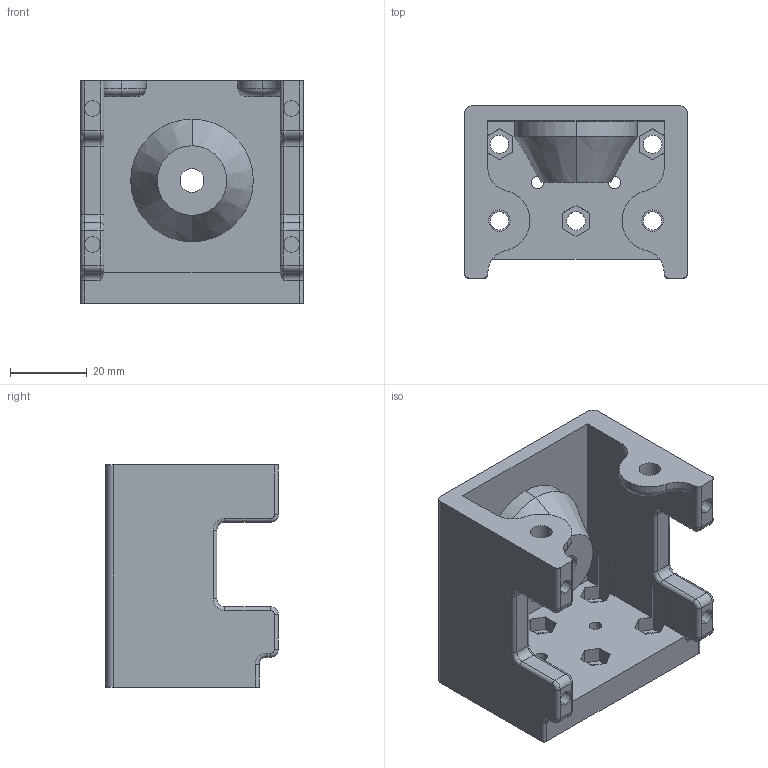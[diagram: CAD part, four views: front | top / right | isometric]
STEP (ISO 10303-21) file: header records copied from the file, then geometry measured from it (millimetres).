
FILE_DESCRIPTION (( 'STEP AP214' ), '1' );
FILE_NAME ('Passive_Holder_64.STEP', '2024-11-24T10:42:11', ( '' ), ( '' ), 'SwSTEP 2.0', 'SolidWorks 2021', '' );
FILE_SCHEMA (( 'AUTOMOTIVE_DESIGN' ));
Length unit declared in the file: millimetre
Products named in the file (1): Passive_Holder_64
Bounding box: 58 x 45 x 58 mm (x, y, z)
Volume: 58056.7 mm3; surface area: 22587.5 mm2
Topology: 1 solids, 1 shells, 195 faces, 505 edges, 315 vertices
Faces by surface type: cylinder 79, plane 79, torus 31, cone 6
Entity records: 6069 total; most frequent: DIRECTION 1097, CARTESIAN_POINT 1076, ORIENTED_EDGE 1010, EDGE_CURVE 505, AXIS2_PLACEMENT_3D 404, VERTEX_POINT 315, VECTOR 289, LINE 289
